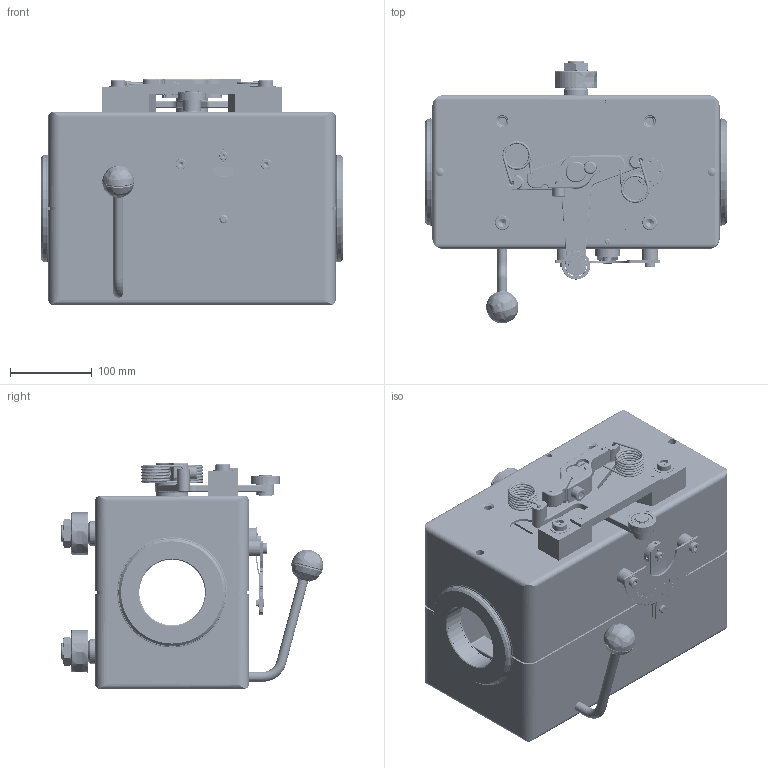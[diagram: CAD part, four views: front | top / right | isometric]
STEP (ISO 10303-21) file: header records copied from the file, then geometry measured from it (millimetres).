
FILE_DESCRIPTION (( 'STEP AP214' ), '1' );
FILE_NAME ('RG3-80-0MCRF Drehrichtung rechts.STEP', '2019-10-18T07:13:36', ( '' ), ( '' ), 'SwSTEP 2.0', 'SolidWorks 2019', '' );
FILE_SCHEMA (( 'AUTOMOTIVE_DESIGN' ));
Length unit declared in the file: millimetre
Products named in the file (1): RG3-80-0MCRF Drehrichtung rechts
Bounding box: 367.8 x 320.66 x 276.1 mm (x, y, z)
Volume: 5794289.5 mm3; surface area: 1261680.1 mm2
Topology: 144 solids, 144 shells, 4933 faces, 12133 edges, 7380 vertices
Faces by surface type: plane 1688, cylinder 1625, bspline 526, torus 511, cone 435, sphere 148
Entity records: 226880 total; most frequent: CARTESIAN_POINT 56962, DIRECTION 24106, ORIENTED_EDGE 23610, EDGE_CURVE 11805, AXIS2_PLACEMENT_3D 9274, VERTEX_POINT 7372, VECTOR 5558, LINE 5558
